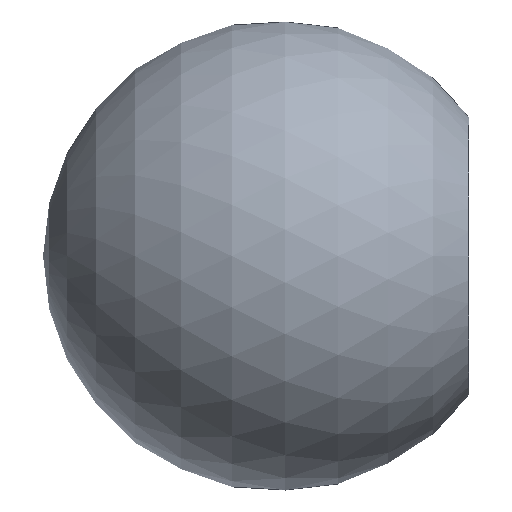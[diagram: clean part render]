
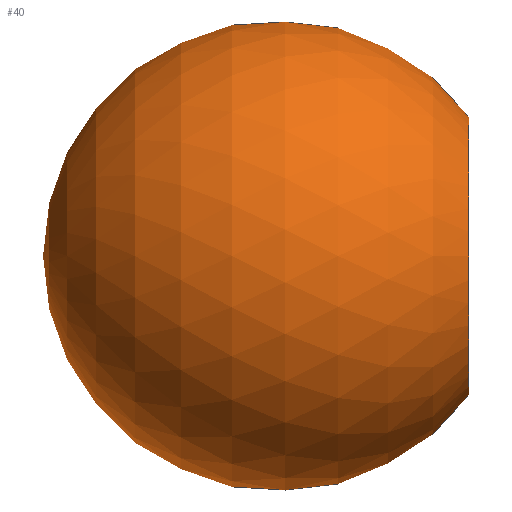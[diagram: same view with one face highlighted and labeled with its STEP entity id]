
A CAD part, left-side view. The second image highlights one B-rep face of the part: STEP entity #40.
In plain terms, the highlighted spherical face has radius 12.723 mm.
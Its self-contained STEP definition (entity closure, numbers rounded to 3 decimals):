
#40 = ADVANCED_FACE( '', ( #79, #80 ), #81, .T. );
#79 = FACE_BOUND( '', #110, .T. );
#80 = FACE_OUTER_BOUND( '', #111, .T. );
#81 = SPHERICAL_SURFACE( '', #112, 12.723 );
#110 = VERTEX_LOOP( '', #145 );
#111 = EDGE_LOOP( '', ( #146 ) );
#112 = AXIS2_PLACEMENT_3D( '', #147, #148, #149 );
#145 = VERTEX_POINT( '', #162 );
#146 = ORIENTED_EDGE( '', *, *, #160, .F. );
#147 = CARTESIAN_POINT( '', ( 0., 10.277, 0. ) );
#148 = DIRECTION( '', ( 0., -1., 0. ) );
#149 = DIRECTION( '', ( 1., 0., 0. ) );
#160 = EDGE_CURVE( '', #176, #176, #177, .T. );
#162 = CARTESIAN_POINT( '', ( 0., 23., 0. ) );
#176 = VERTEX_POINT( '', #192 );
#177 = CIRCLE( '', #193, 7.5 );
#192 = CARTESIAN_POINT( '', ( 0., 0., -7.5 ) );
#193 = AXIS2_PLACEMENT_3D( '', #207, #208, #209 );
#207 = CARTESIAN_POINT( '', ( 0., 0., 0. ) );
#208 = DIRECTION( '', ( 0., -1., 0. ) );
#209 = DIRECTION( '', ( 0., 0., -1. ) );
